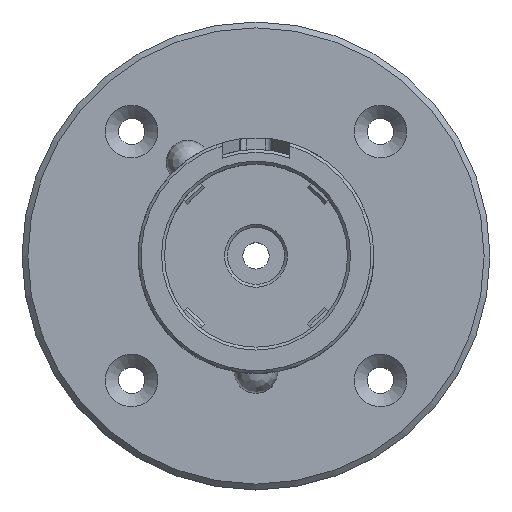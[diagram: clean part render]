
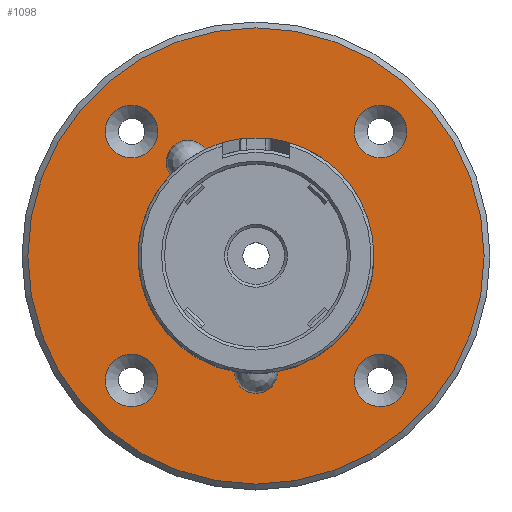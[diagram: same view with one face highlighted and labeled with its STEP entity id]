
A CAD part, top view. The second image highlights one B-rep face of the part: STEP entity #1098.
In plain terms, the highlighted planar face has unit normal (0, 0, 1).
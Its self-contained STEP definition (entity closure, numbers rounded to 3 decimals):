
#63=FACE_BOUND('',#216,.T.);
#64=FACE_BOUND('',#217,.T.);
#65=FACE_BOUND('',#218,.T.);
#66=FACE_BOUND('',#219,.T.);
#67=FACE_BOUND('',#220,.T.);
#97=PLANE('',#1201);
#149=FACE_OUTER_BOUND('',#215,.T.);
#215=EDGE_LOOP('',(#907));
#216=EDGE_LOOP('',(#908));
#217=EDGE_LOOP('',(#909));
#218=EDGE_LOOP('',(#910));
#219=EDGE_LOOP('',(#911));
#220=EDGE_LOOP('',(#912));
#446=CIRCLE('',#1199,39.);
#448=CIRCLE('',#1202,4.5);
#449=CIRCLE('',#1203,4.5);
#450=CIRCLE('',#1204,20.15);
#451=CIRCLE('',#1205,4.5);
#452=CIRCLE('',#1206,4.5);
#529=VERTEX_POINT('',#1749);
#531=VERTEX_POINT('',#1755);
#532=VERTEX_POINT('',#1757);
#533=VERTEX_POINT('',#1759);
#534=VERTEX_POINT('',#1761);
#535=VERTEX_POINT('',#1763);
#667=EDGE_CURVE('',#529,#529,#446,.T.);
#670=EDGE_CURVE('',#531,#531,#448,.T.);
#671=EDGE_CURVE('',#532,#532,#449,.T.);
#672=EDGE_CURVE('',#533,#533,#450,.T.);
#673=EDGE_CURVE('',#534,#534,#451,.T.);
#674=EDGE_CURVE('',#535,#535,#452,.T.);
#907=ORIENTED_EDGE('',*,*,#667,.F.);
#908=ORIENTED_EDGE('',*,*,#670,.F.);
#909=ORIENTED_EDGE('',*,*,#671,.F.);
#910=ORIENTED_EDGE('',*,*,#672,.T.);
#911=ORIENTED_EDGE('',*,*,#673,.F.);
#912=ORIENTED_EDGE('',*,*,#674,.F.);
#1098=ADVANCED_FACE('',(#149,#63,#64,#65,#66,#67),#97,.T.);
#1199=AXIS2_PLACEMENT_3D('',#1750,#1419,#1420);
#1201=AXIS2_PLACEMENT_3D('',#1754,#1424,#1425);
#1202=AXIS2_PLACEMENT_3D('',#1756,#1426,#1427);
#1203=AXIS2_PLACEMENT_3D('',#1758,#1428,#1429);
#1204=AXIS2_PLACEMENT_3D('',#1760,#1430,#1431);
#1205=AXIS2_PLACEMENT_3D('',#1762,#1432,#1433);
#1206=AXIS2_PLACEMENT_3D('',#1764,#1434,#1435);
#1419=DIRECTION('center_axis',(0.,0.,-1.));
#1420=DIRECTION('ref_axis',(1.,0.,0.));
#1424=DIRECTION('center_axis',(0.,0.,1.));
#1425=DIRECTION('ref_axis',(1.,0.,0.));
#1426=DIRECTION('center_axis',(0.,0.,1.));
#1427=DIRECTION('ref_axis',(-1.,0.,0.));
#1428=DIRECTION('center_axis',(0.,0.,1.));
#1429=DIRECTION('ref_axis',(-1.,0.,0.));
#1430=DIRECTION('center_axis',(0.,0.,-1.));
#1431=DIRECTION('ref_axis',(-1.,0.,0.));
#1432=DIRECTION('center_axis',(0.,0.,1.));
#1433=DIRECTION('ref_axis',(-1.,0.,0.));
#1434=DIRECTION('center_axis',(0.,0.,1.));
#1435=DIRECTION('ref_axis',(-1.,0.,0.));
#1749=CARTESIAN_POINT('',(-39.,0.,5.));
#1750=CARTESIAN_POINT('Origin',(0.,0.,5.));
#1754=CARTESIAN_POINT('Origin',(0.,0.,5.));
#1755=CARTESIAN_POINT('',(-16.766,21.266,5.));
#1756=CARTESIAN_POINT('Origin',(-21.266,21.266,5.));
#1757=CARTESIAN_POINT('',(25.766,-21.266,5.));
#1758=CARTESIAN_POINT('Origin',(21.266,-21.266,5.));
#1759=CARTESIAN_POINT('',(20.15,0.,5.));
#1760=CARTESIAN_POINT('Origin',(0.,0.,5.));
#1761=CARTESIAN_POINT('',(-16.766,-21.266,5.));
#1762=CARTESIAN_POINT('Origin',(-21.266,-21.266,5.));
#1763=CARTESIAN_POINT('',(25.766,21.266,5.));
#1764=CARTESIAN_POINT('Origin',(21.266,21.266,5.));
